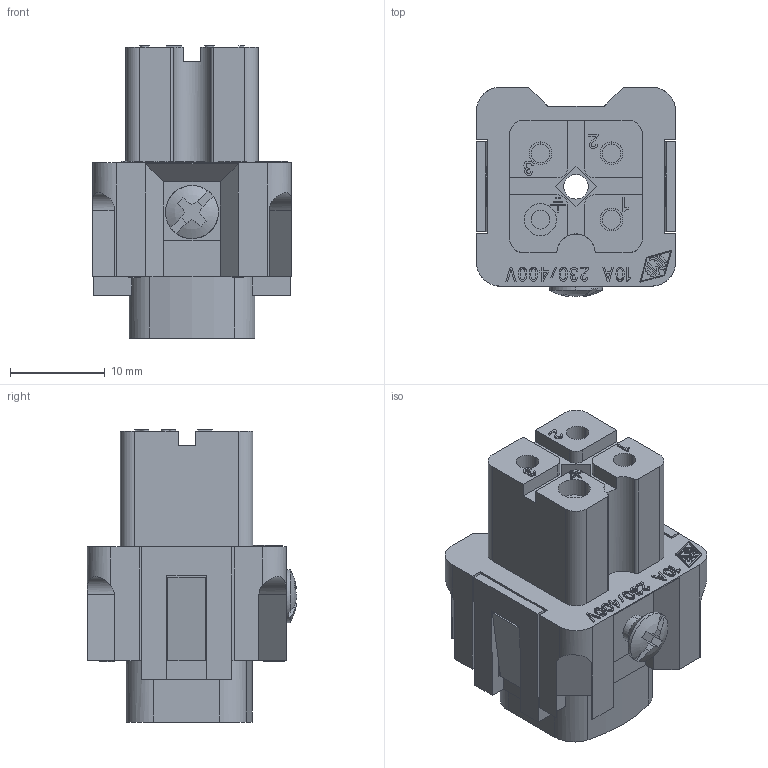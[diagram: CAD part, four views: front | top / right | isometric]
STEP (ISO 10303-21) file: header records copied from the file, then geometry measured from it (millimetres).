
FILE_DESCRIPTION(('Creo Elements/Direct Modeling STEP Export'),'2;1');
FILE_NAME('0lndrr04h2mgske4688','2018-02-05T13:03:37',(''),(''),'PTC Creo Elements/Direct Modeling STEP processor for AP214 (Solid Model)','PTC Creo Elements/Direct Modeling 19.0B 21-Mar-2015 (C) Parametric Technology GmbH','');
FILE_SCHEMA(('AUTOMOTIVE_DESIGN { 1 0 10303 214 1 1 1 1 }'));
Length unit declared in the file: millimetre
Products named in the file (2): CKF_03_RY
Assembly tree (1 placements, depth 2):
  CKF_03_RY
    CKF_03_RY
Bounding box: 21.01 x 22.12 x 30.85 mm (x, y, z)
Volume: 6893 mm3; surface area: 5053.4 mm2
Topology: 1 solids, 1 shells, 1040 faces, 2921 edges, 1938 vertices
Faces by surface type: plane 937, cylinder 91, torus 8, cone 2, sphere 2
Entity records: 34598 total; most frequent: CARTESIAN_POINT 7098, ORIENTED_EDGE 5842, DIRECTION 4986, EDGE_CURVE 2921, VECTOR 2642, LINE 2642, VERTEX_POINT 1938, AXIS2_PLACEMENT_3D 1172
